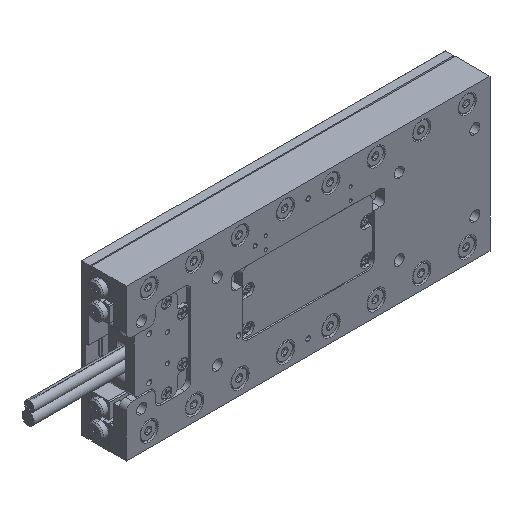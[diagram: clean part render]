
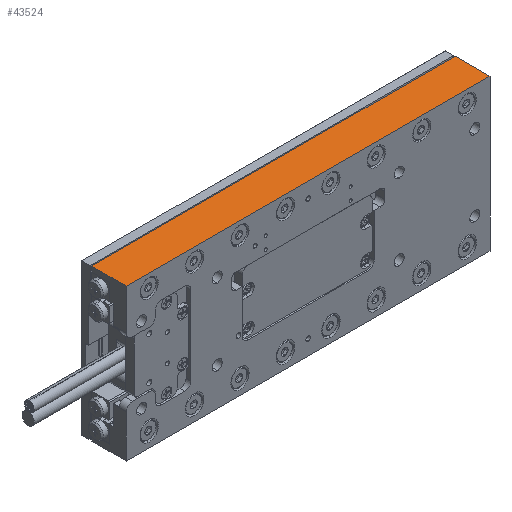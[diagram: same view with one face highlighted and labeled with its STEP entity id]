
A CAD part, isometric view. The second image highlights one B-rep face of the part: STEP entity #43524.
In plain terms, the highlighted planar face has unit normal (0, 0, 1).
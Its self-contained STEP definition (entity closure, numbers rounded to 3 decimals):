
#1103 = VERTEX_POINT ( 'NONE', #37459 ) ;
#3623 = DIRECTION ( 'NONE',  ( 0., -1., 0. ) ) ;
#5715 = CARTESIAN_POINT ( 'NONE',  ( -60., 5.5, 25. ) ) ;
#6468 = VERTEX_POINT ( 'NONE', #60967 ) ;
#6577 = ORIENTED_EDGE ( 'NONE', *, *, #33370, .T. ) ;
#6669 = DIRECTION ( 'NONE',  ( 1., 0., 0. ) ) ;
#10031 = CARTESIAN_POINT ( 'NONE',  ( -66.357, 11.5, 25. ) ) ;
#11658 = ORIENTED_EDGE ( 'NONE', *, *, #47562, .F. ) ;
#12163 = VERTEX_POINT ( 'NONE', #67221 ) ;
#12289 = EDGE_CURVE ( 'NONE', #1103, #6468, #68043, .T. ) ;
#17511 = DIRECTION ( 'NONE',  ( 0., 0., -1. ) ) ;
#18638 = AXIS2_PLACEMENT_3D ( 'NONE', #5715, #17511, #79580 ) ;
#19843 = VERTEX_POINT ( 'NONE', #48413 ) ;
#20479 = LINE ( 'NONE', #56875, #41906 ) ;
#26473 = EDGE_CURVE ( 'NONE', #1103, #19843, #78627, .T. ) ;
#27706 = CARTESIAN_POINT ( 'NONE',  ( 60., 5.5, 25. ) ) ;
#30168 = PLANE ( 'NONE',  #18638 ) ;
#33079 = VECTOR ( 'NONE', #3623, 1000. ) ;
#33370 = EDGE_CURVE ( 'NONE', #6468, #12163, #20479, .T. ) ;
#34626 = LINE ( 'NONE', #27706, #33079 ) ;
#37459 = CARTESIAN_POINT ( 'NONE',  ( -60., 11.5, 25. ) ) ;
#41906 = VECTOR ( 'NONE', #6669, 1000. ) ;
#43524 = ADVANCED_FACE ( 'NONE', ( #68167 ), #30168, .F. ) ;
#47562 = EDGE_CURVE ( 'NONE', #19843, #12163, #34626, .T. ) ;
#48413 = CARTESIAN_POINT ( 'NONE',  ( 60., 11.5, 25. ) ) ;
#48433 = DIRECTION ( 'NONE',  ( 0., -1., 0. ) ) ;
#48778 = EDGE_LOOP ( 'NONE', ( #6577, #11658, #76710, #54359 ) ) ;
#54359 = ORIENTED_EDGE ( 'NONE', *, *, #12289, .T. ) ;
#56875 = CARTESIAN_POINT ( 'NONE',  ( -60., 0., 25. ) ) ;
#59055 = DIRECTION ( 'NONE',  ( 1., 0., 0. ) ) ;
#60967 = CARTESIAN_POINT ( 'NONE',  ( -60., 0., 25. ) ) ;
#61636 = VECTOR ( 'NONE', #59055, 1000. ) ;
#67221 = CARTESIAN_POINT ( 'NONE',  ( 60., 0., 25. ) ) ;
#67621 = CARTESIAN_POINT ( 'NONE',  ( -60., 5.5, 25. ) ) ;
#68043 = LINE ( 'NONE', #67621, #73014 ) ;
#68167 = FACE_OUTER_BOUND ( 'NONE', #48778, .T. ) ;
#73014 = VECTOR ( 'NONE', #48433, 1000. ) ;
#76710 = ORIENTED_EDGE ( 'NONE', *, *, #26473, .F. ) ;
#78627 = LINE ( 'NONE', #10031, #61636 ) ;
#79580 = DIRECTION ( 'NONE',  ( -1., 0., 0. ) ) ;
